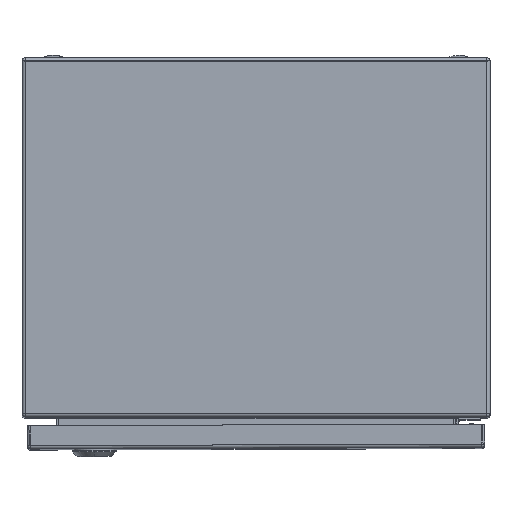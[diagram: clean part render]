
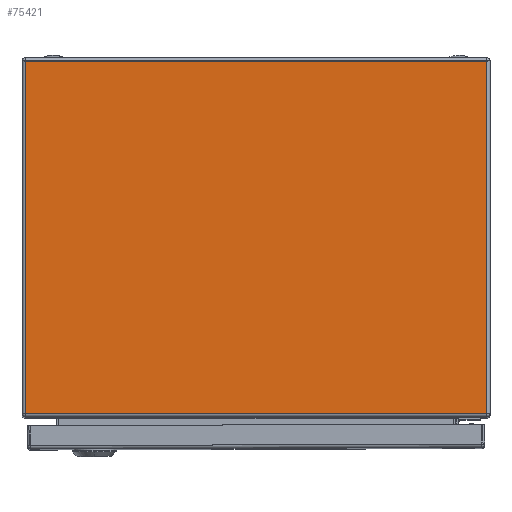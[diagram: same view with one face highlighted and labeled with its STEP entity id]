
A CAD part, top view. The second image highlights one B-rep face of the part: STEP entity #75421.
In plain terms, the highlighted face is planar.
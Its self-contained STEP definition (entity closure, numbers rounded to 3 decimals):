
#72297=DIRECTION('',(0.,0.,-1.));
#72298=VECTOR('',#72297,226.3);
#72299=CARTESIAN_POINT('',(148.,200.,129.434));
#72300=LINE('',#72299,#72298);
#72335=DIRECTION('',(1.,0.,0.));
#72336=VECTOR('',#72335,296.);
#72337=CARTESIAN_POINT('',(-148.,200.,129.434));
#72338=LINE('',#72337,#72336);
#72380=DIRECTION('',(0.,0.,1.));
#72381=VECTOR('',#72380,226.3);
#72382=CARTESIAN_POINT('',(-148.,200.,-96.867));
#72383=LINE('',#72382,#72381);
#72418=DIRECTION('',(-1.,0.,0.));
#72419=VECTOR('',#72418,296.);
#72420=CARTESIAN_POINT('',(148.,200.,-96.867));
#72421=LINE('',#72420,#72419);
#74101=CARTESIAN_POINT('',(148.,200.,129.434));
#74102=VERTEX_POINT('',#74101);
#74103=CARTESIAN_POINT('',(148.,200.,-96.867));
#74104=VERTEX_POINT('',#74103);
#74105=CARTESIAN_POINT('',(-148.,200.,129.434));
#74106=VERTEX_POINT('',#74105);
#74107=CARTESIAN_POINT('',(-148.,200.,-96.867));
#74108=VERTEX_POINT('',#74107);
#75410=CARTESIAN_POINT('',(100.,200.,1.2));
#75411=DIRECTION('',(0.,-1.,0.));
#75412=DIRECTION('',(0.,0.,-1.));
#75413=AXIS2_PLACEMENT_3D('',#75410,#75411,#75412);
#75414=PLANE('',#75413);
#75415=ORIENTED_EDGE('',*,*,#75185,.F.);
#75416=ORIENTED_EDGE('',*,*,#75213,.F.);
#75417=ORIENTED_EDGE('',*,*,#75240,.F.);
#75418=ORIENTED_EDGE('',*,*,#75158,.F.);
#75419=EDGE_LOOP('',(#75415,#75416,#75417,#75418));
#75420=FACE_OUTER_BOUND('',#75419,.F.);
#75158=EDGE_CURVE('',#74102,#74104,#72300,.T.);
#75185=EDGE_CURVE('',#74106,#74102,#72338,.T.);
#75213=EDGE_CURVE('',#74108,#74106,#72383,.T.);
#75240=EDGE_CURVE('',#74104,#74108,#72421,.T.);
#75421=ADVANCED_FACE('',(#75420),#75414,.F.);
